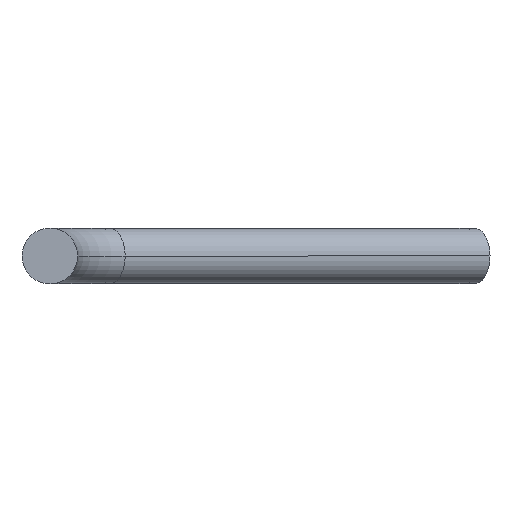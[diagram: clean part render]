
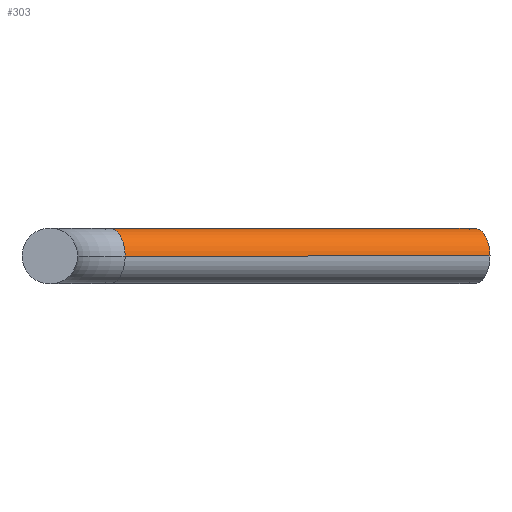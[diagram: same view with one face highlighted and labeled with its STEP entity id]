
A CAD part, front view. The second image highlights one B-rep face of the part: STEP entity #303.
In plain terms, the highlighted cylindrical face has radius 5 mm (diameter 10 mm), a partial arc.
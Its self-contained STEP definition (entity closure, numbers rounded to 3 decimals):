
#4 = CARTESIAN_POINT ( 'NONE',  ( 76.193, 956.365, 0. ) ) ;
#13 = DIRECTION ( 'NONE',  ( 0.819, 0.574, 0. ) ) ;
#16 = CARTESIAN_POINT ( 'NONE',  ( 13.528, 906.383, 0. ) ) ;
#19 = DIRECTION ( 'NONE',  ( 0.819, 0.574, 0. ) ) ;
#30 = DIRECTION ( 'NONE',  ( 0.819, 0.574, 0. ) ) ;
#51 = CARTESIAN_POINT ( 'NONE',  ( 7.793, 914.575, 0. ) ) ;
#55 = DIRECTION ( 'NONE',  ( -0.574, 0.819, 0. ) ) ;
#63 = CARTESIAN_POINT ( 'NONE',  ( 10.661, 910.479, 0. ) ) ;
#75 = CARTESIAN_POINT ( 'NONE',  ( 79.061, 952.269, 0. ) ) ;
#77 = VERTEX_POINT ( 'NONE', #51 ) ;
#79 = CARTESIAN_POINT ( 'NONE',  ( 13.528, 906.383, 0. ) ) ;
#90 = DIRECTION ( 'NONE',  ( 0., 0., 1. ) ) ;
#97 = VERTEX_POINT ( 'NONE', #16 ) ;
#99 = DIRECTION ( 'NONE',  ( 0.819, 0.574, 0. ) ) ;
#107 = DIRECTION ( 'NONE',  ( 0., 0., 1. ) ) ;
#112 = CARTESIAN_POINT ( 'NONE',  ( 7.793, 914.575, 0. ) ) ;
#114 = VERTEX_POINT ( 'NONE', #75 ) ;
#115 = VERTEX_POINT ( 'NONE', #142 ) ;
#130 = DIRECTION ( 'NONE',  ( 0.819, 0.574, 0. ) ) ;
#140 = CARTESIAN_POINT ( 'NONE',  ( 10.661, 910.479, 0. ) ) ;
#142 = CARTESIAN_POINT ( 'NONE',  ( 73.325, 960.461, 0. ) ) ;
#144 = EDGE_LOOP ( 'NONE', ( #263, #230, #266, #298 ) ) ;
#189 = CIRCLE ( 'NONE', #214, 5. ) ;
#197 = AXIS2_PLACEMENT_3D ( 'NONE', #140, #30, #107 ) ;
#199 = CYLINDRICAL_SURFACE ( 'NONE', #228, 5. ) ;
#201 = VECTOR ( 'NONE', #99, 1000. ) ;
#205 = CIRCLE ( 'NONE', #197, 5. ) ;
#210 = EDGE_CURVE ( 'NONE', #77, #115, #295, .T. ) ;
#214 = AXIS2_PLACEMENT_3D ( 'NONE', #4, #19, #90 ) ;
#228 = AXIS2_PLACEMENT_3D ( 'NONE', #63, #13, #55 ) ;
#230 = ORIENTED_EDGE ( 'NONE', *, *, #252, .T. ) ;
#243 = LINE ( 'NONE', #79, #201 ) ;
#250 = EDGE_CURVE ( 'NONE', #115, #114, #189, .T. ) ;
#252 = EDGE_CURVE ( 'NONE', #97, #114, #243, .T. ) ;
#253 = EDGE_CURVE ( 'NONE', #77, #97, #205, .T. ) ;
#263 = ORIENTED_EDGE ( 'NONE', *, *, #253, .T. ) ;
#266 = ORIENTED_EDGE ( 'NONE', *, *, #250, .F. ) ;
#281 = FACE_OUTER_BOUND ( 'NONE', #144, .T. ) ;
#293 = VECTOR ( 'NONE', #130, 1000. ) ;
#295 = LINE ( 'NONE', #112, #293 ) ;
#298 = ORIENTED_EDGE ( 'NONE', *, *, #210, .F. ) ;
#303 = ADVANCED_FACE ( 'NONE', ( #281 ), #199, .T. ) ;
